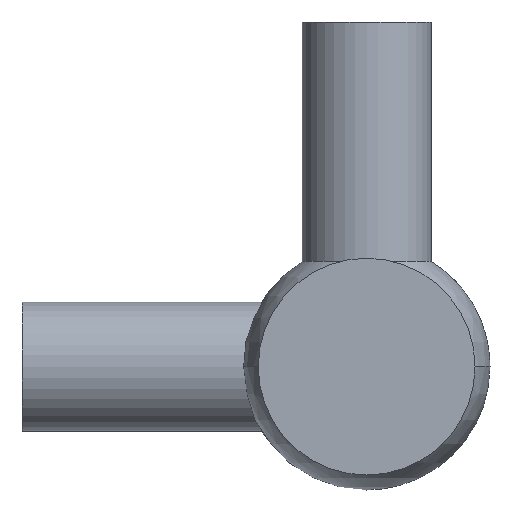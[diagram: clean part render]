
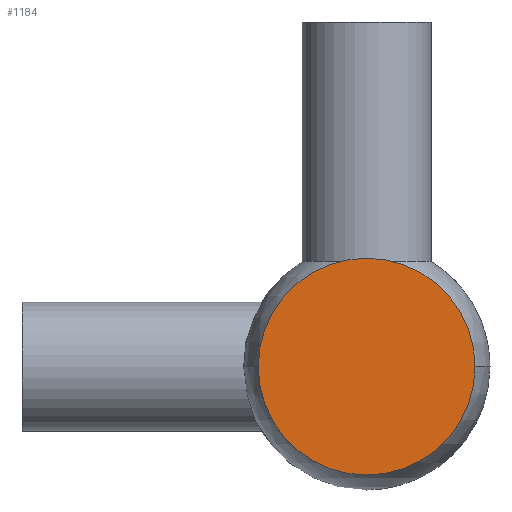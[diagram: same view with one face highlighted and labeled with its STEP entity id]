
A CAD part, front view. The second image highlights one B-rep face of the part: STEP entity #1184.
In plain terms, the highlighted planar face has unit normal (0, -1, 0).
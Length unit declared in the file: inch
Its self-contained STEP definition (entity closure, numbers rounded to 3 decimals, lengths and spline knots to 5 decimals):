
#145 = VERTEX_POINT ( 'NONE', #673 ) ;
#208 = ORIENTED_EDGE ( 'NONE', *, *, #553, .F. ) ;
#305 = AXIS2_PLACEMENT_3D ( 'NONE', #1022, #1092, #1168 ) ;
#357 = AXIS2_PLACEMENT_3D ( 'NONE', #1048, #1352, #360 ) ;
#360 = DIRECTION ( 'NONE',  ( -1., 0., 0. ) ) ;
#455 = EDGE_CURVE ( 'NONE', #145, #1061, #826, .T. ) ;
#479 = FACE_OUTER_BOUND ( 'NONE', #1043, .T. ) ;
#521 = CIRCLE ( 'NONE', #305, 1.263 ) ;
#553 = EDGE_CURVE ( 'NONE', #1061, #145, #521, .T. ) ;
#673 = CARTESIAN_POINT ( 'NONE',  ( 1.263, -5.26, 0. ) ) ;
#826 = CIRCLE ( 'NONE', #357, 1.263 ) ;
#895 = DIRECTION ( 'NONE',  ( -1., 0., 0. ) ) ;
#902 = PLANE ( 'NONE',  #1039 ) ;
#907 = DIRECTION ( 'NONE',  ( 0., 1., 0. ) ) ;
#912 = CARTESIAN_POINT ( 'NONE',  ( 0., -5.26, 0. ) ) ;
#1022 = CARTESIAN_POINT ( 'NONE',  ( 0., -5.26, 0. ) ) ;
#1035 = CARTESIAN_POINT ( 'NONE',  ( -1.263, -5.26, 0. ) ) ;
#1039 = AXIS2_PLACEMENT_3D ( 'NONE', #912, #907, #895 ) ;
#1043 = EDGE_LOOP ( 'NONE', ( #208, #1336 ) ) ;
#1048 = CARTESIAN_POINT ( 'NONE',  ( 0., -5.26, 0. ) ) ;
#1061 = VERTEX_POINT ( 'NONE', #1035 ) ;
#1092 = DIRECTION ( 'NONE',  ( 0., 1., 0. ) ) ;
#1168 = DIRECTION ( 'NONE',  ( -1., 0., 0. ) ) ;
#1184 = ADVANCED_FACE ( 'NONE', ( #479 ), #902, .F. ) ;
#1336 = ORIENTED_EDGE ( 'NONE', *, *, #455, .F. ) ;
#1352 = DIRECTION ( 'NONE',  ( 0., 1., 0. ) ) ;
